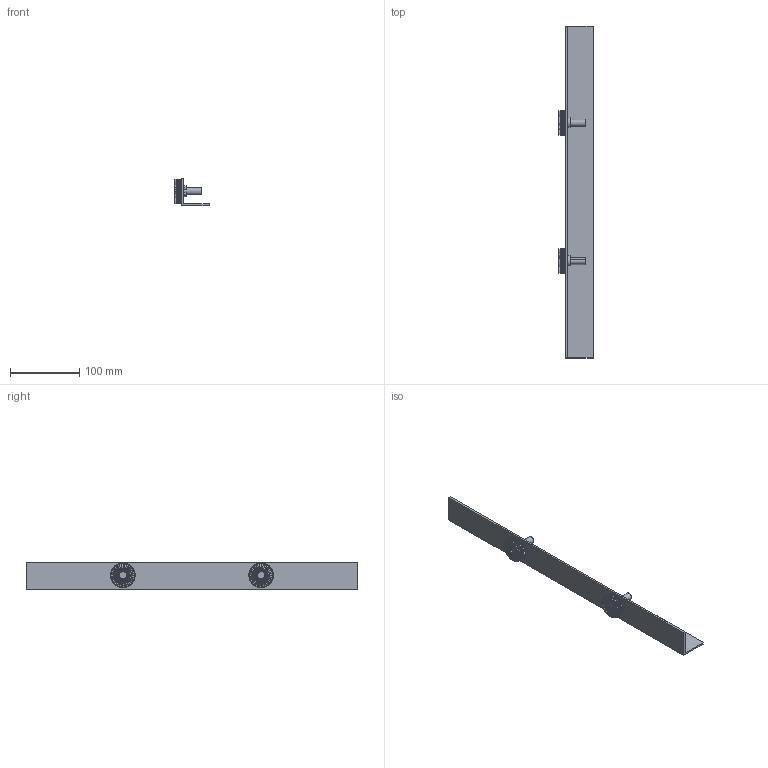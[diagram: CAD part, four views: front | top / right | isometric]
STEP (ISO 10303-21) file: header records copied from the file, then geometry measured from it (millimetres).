
FILE_DESCRIPTION((''),'2;1');
FILE_NAME('S8900378_WINKELABDECKUNG-HW-SH__ASM','2024-08-28T13:31:00',('klemen.sitar'),('Audax d.o.o.'),'CREO PARAMETRIC BY PTC INC, 2021304','CREO PARAMETRIC BY PTC INC, 2021304','');
FILE_SCHEMA(('AP242_MANAGED_MODEL_BASED_3D_ENGINEERING_MIM_LF { 1 0 10303 442 1 1 4 }'));
Length unit declared in the file: millimetre
Products named in the file (5): 65748_SECHSKANTSCHRAUBE_M10X30; 43600_WINKELABDECKUNG_HW-SH_185; 89025_WELLENFIXIERUNG_D10; 89026_RAENDELKOPF_M10-DIN933; S8900378_WINKELABDECKUNG-HW-SH__ASM
Assembly tree (7 placements, depth 2):
  S8900378_WINKELABDECKUNG-HW-SH__ASM
    65748_SECHSKANTSCHRAUBE_M10X30  x2
    43600_WINKELABDECKUNG_HW-SH_185
    89025_WELLENFIXIERUNG_D10  x2
    89026_RAENDELKOPF_M10-DIN933  x2
Bounding box: 49.64 x 480 x 40 mm (x, y, z)
Volume: 126987.3 mm3; surface area: 92365.9 mm2
Topology: 7 solids, 7 shells, 1164 faces, 3380 edges, 2286 vertices
Faces by surface type: plane 1000, torus 100, cylinder 56, cone 8
Entity records: 29517 total; most frequent: CARTESIAN_POINT 3592, DIRECTION 3452, ORIENTED_EDGE 3412, PRESENTATION_STYLE_ASSIGNMENT 2298, STYLED_ITEM 2298, CURVE_STYLE 1706, EDGE_CURVE 1706, AXIS2_PLACEMENT_3D 1154
